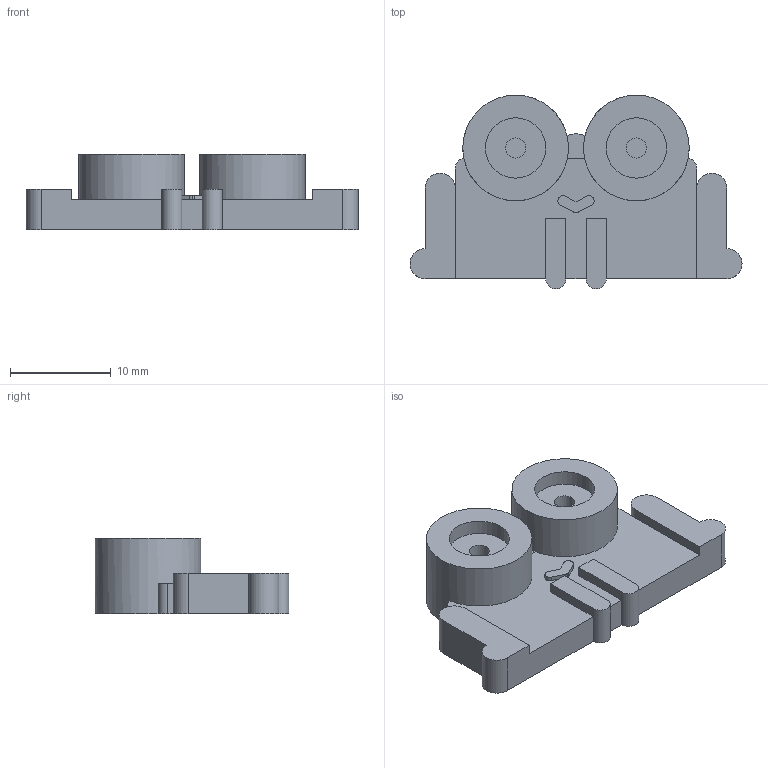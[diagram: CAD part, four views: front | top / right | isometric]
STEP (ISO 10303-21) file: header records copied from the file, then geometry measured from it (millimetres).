
FILE_DESCRIPTION(/* description */ (''),/* implementation_level */ '2;1');
FILE_NAME(/* name */ 'frog.step',/* time_stamp */ '2025-09-17T08:40:39-04:00',/* author */ (''),/* organization */ (''),/* preprocessor_version */ 'ST-DEVELOPER v20.1',/* originating_system */ 'Autodesk Translation Framework v14.10.0.0',/* authorisation */ '');
FILE_SCHEMA (('AUTOMOTIVE_DESIGN { 1 0 10303 214 3 1 1 }'));
Length unit declared in the file: millimetre
Products named in the file (1): frog
Bounding box: 33 x 19.25 x 7.5 mm (x, y, z)
Volume: 2182.7 mm3; surface area: 1903.5 mm2
Topology: 5 solids, 5 shells, 70 faces, 168 edges, 110 vertices
Faces by surface type: plane 43, cylinder 27
Full cylindrical faces by diameter (mm): 2 x4, 6 x2, 10.5 x2
Entity records: 2083 total; most frequent: DIRECTION 368, CARTESIAN_POINT 349, ORIENTED_EDGE 336, EDGE_CURVE 168, AXIS2_PLACEMENT_3D 129, LINE 110, VECTOR 110, VERTEX_POINT 110
